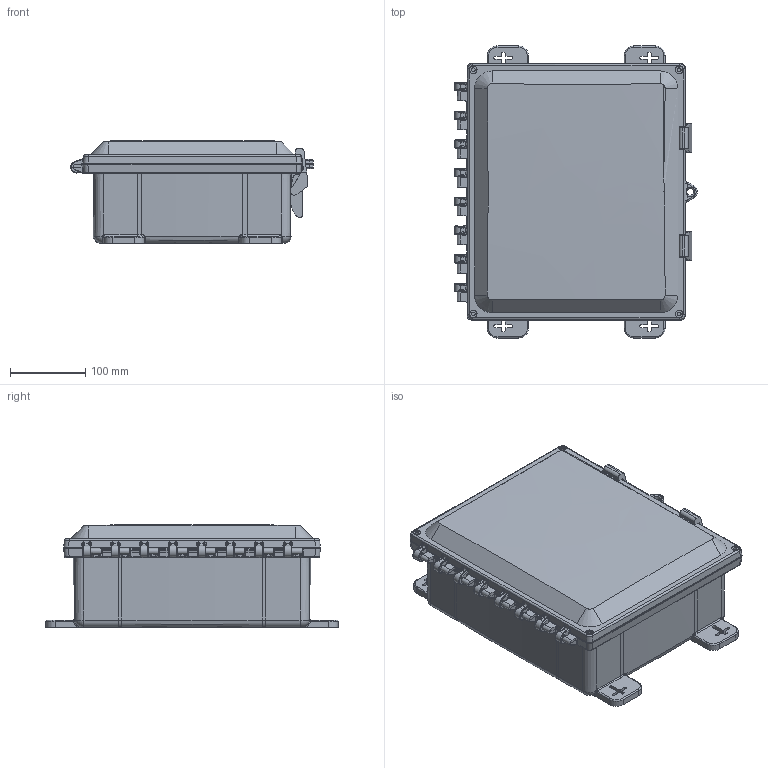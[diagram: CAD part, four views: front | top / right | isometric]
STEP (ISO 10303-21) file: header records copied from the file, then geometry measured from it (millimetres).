
FILE_DESCRIPTION (( 'STEP AP214' ), '1' );
FILE_NAME ('AH12104C.STEP', '2024-02-08T13:30:09', ( '' ), ( '' ), 'SwSTEP 2.0', 'SolidWorks 2023', '' );
FILE_SCHEMA (( 'AUTOMOTIVE_DESIGN' ));
Length unit declared in the file: inch
Products named in the file (1): AH12104C
Bounding box: 321.98 x 387.35 x 136.55 mm (x, y, z)
Volume: 1707995 mm3; surface area: 750062.2 mm2
Topology: 6 solids, 6 shells, 1856 faces, 4580 edges, 2778 vertices
Faces by surface type: bspline 674, cylinder 553, plane 501, cone 116, torus 12
Full cylindrical faces by diameter (mm): 4.953 x4, 7.264 x4, 7.938 x8, 8.319 x8, 9.525 x1, 9.906 x4, 11.43 x1
Entity records: 113519 total; most frequent: CARTESIAN_POINT 78516, ORIENTED_EDGE 8822, DIRECTION 4740, EDGE_CURVE 4411, VERTEX_POINT 2700, B_SPLINE_CURVE_WITH_KNOTS 2044, EDGE_LOOP 2011, FACE_OUTER_BOUND 1877
